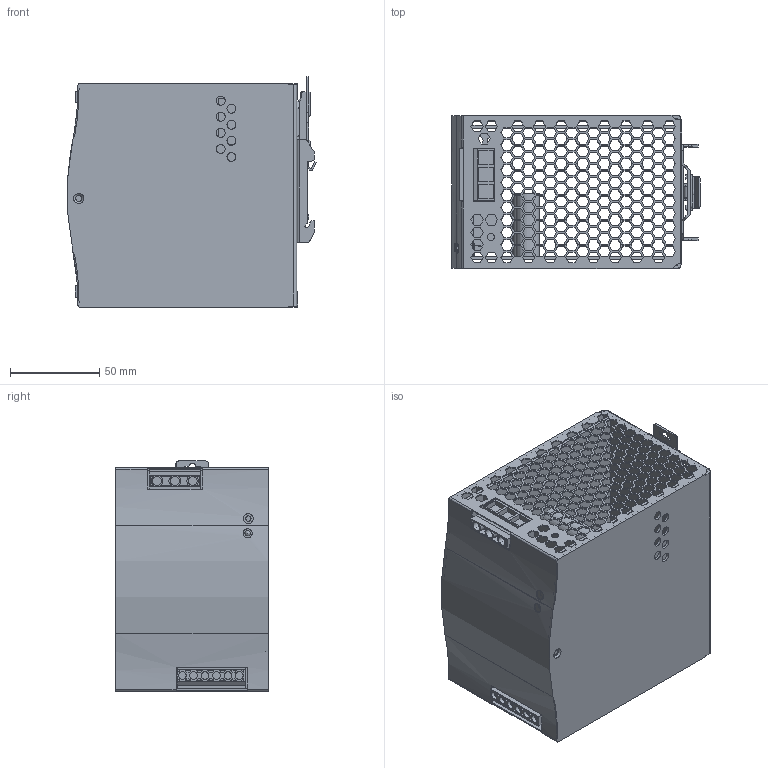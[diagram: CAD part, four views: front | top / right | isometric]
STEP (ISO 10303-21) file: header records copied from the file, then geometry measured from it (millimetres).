
FILE_DESCRIPTION((''),'2;1');
FILE_NAME('WDR-480-3D.stp','2020-08-14T16:37:50',('shirley'),(''),'Autodesk Inventor 2010','Autodesk Inventor 2010','');
FILE_SCHEMA(('AUTOMOTIVE_DESIGN { 1 0 10303 214 1 1 1 1 }'));
Length unit declared in the file: millimetre
Products named in the file (8): WDR-480; PCB1_1-89859; PCB1_1-86429; PRODUCT_4828; PCB1; 掛座DRP14; P1; P3
Assembly tree (7 placements, depth 3):
  WDR-480
    PCB1_1-89859
    PCB1_1-86429
    PRODUCT_4828
    PCB1
    掛座DRP14
      P1
      P3
Bounding box: 139.17 x 85.5 x 128.91 mm (x, y, z)
Volume: 182586.9 mm3; surface area: 231104.7 mm2
Topology: 6 solids, 6 shells, 2991 faces, 8781 edges, 5841 vertices
Faces by surface type: plane 2735, cylinder 221, cone 34, bspline 1
Full cylindrical faces by diameter (mm): 2.6 x3, 3 x3, 3.4 x15, 3.5 x1, 4 x6, 4.3 x6, 5 x9, 5.1 x3, 5.5 x1, 13.5 x6
Entity records: 99421 total; most frequent: CARTESIAN_POINT 17734, ORIENTED_EDGE 17400, DIRECTION 15211, EDGE_CURVE 8700, VECTOR 8171, LINE 8171, VERTEX_POINT 5832, EDGE_LOOP 3950
